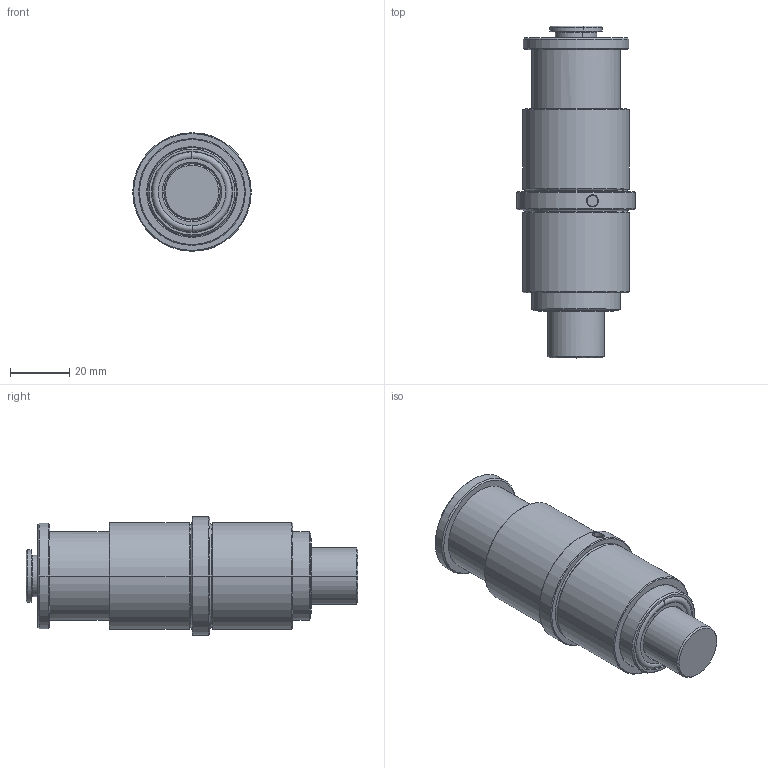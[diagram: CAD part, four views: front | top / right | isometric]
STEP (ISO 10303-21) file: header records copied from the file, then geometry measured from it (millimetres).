
FILE_DESCRIPTION (( 'STEP AP214' ), '1' );
FILE_NAME ('AE103036.STEP', '2018-10-11T07:12:27', ( '' ), ( '' ), 'SwSTEP 2.0', 'SolidWorks 2018', '' );
FILE_SCHEMA (( 'AUTOMOTIVE_DESIGN' ));
Length unit declared in the file: millimetre
Products named in the file (11): 9AE103036-4; 9AE103036-3; 9AE103036-2; 1MUELLE10_Comp. 7,7; Junta; AE103036; 9AE103036-1; 9AE103036; DIN6325 Ø4X35_Parallel Pin ISO 8734 - 4 x 35 - A - St; 1CASQPULS-10L_Pulsador_10; 1BOLAØ2,3
Assembly tree (19 placements, depth 3):
  AE103036
    9AE103036
      9AE103036-1
      9AE103036-2
      9AE103036-3
      9AE103036-4
      DIN6325 Ø4X35_Parallel Pin ISO 8734 - 4 x 35 - A - St
      Junta
    1BOLAØ2,3  x10
    1CASQPULS-10L_Pulsador_10
    1MUELLE10_Comp. 7,7
Bounding box: 40 x 112 x 40 mm (x, y, z)
Volume: 80044.1 mm3; surface area: 43174.6 mm2
Topology: 18 solids, 18 shells, 524 faces, 1397 edges, 891 vertices
Faces by surface type: plane 181, cylinder 165, cone 112, torus 44, sphere 20, bspline 2
Entity records: 18081 total; most frequent: CARTESIAN_POINT 5339, ORIENTED_EDGE 2654, DIRECTION 2543, EDGE_CURVE 1327, AXIS2_PLACEMENT_3D 1003, VERTEX_POINT 843, EDGE_LOOP 554, VECTOR 537
